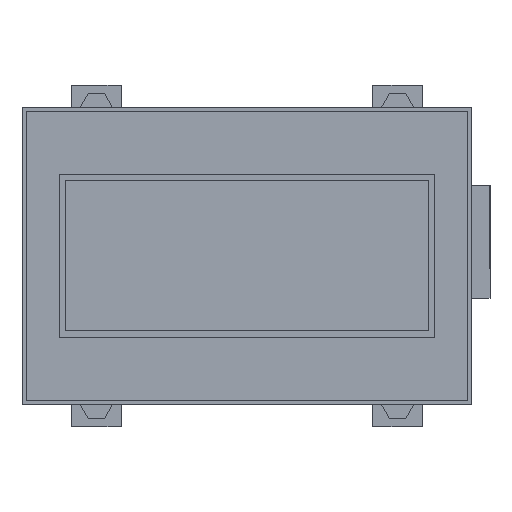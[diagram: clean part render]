
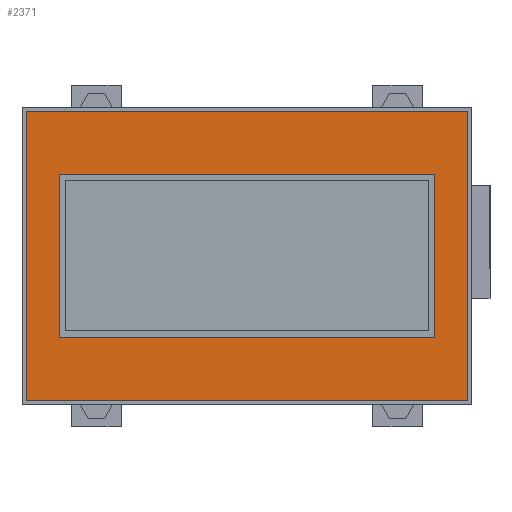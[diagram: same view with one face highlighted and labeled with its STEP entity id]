
A CAD part, top view. The second image highlights one B-rep face of the part: STEP entity #2371.
In plain terms, the highlighted planar face has unit normal (0, 0, 1).
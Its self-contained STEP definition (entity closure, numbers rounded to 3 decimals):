
#6 = LINE ( 'NONE', #7, #8 ) ;
#7 = CARTESIAN_POINT ( 'NONE',  ( -46.75, -20.2, 4.1 ) ) ;
#8 = VECTOR ( 'NONE', #9, 1000. ) ;
#9 = DIRECTION ( 'NONE',  ( 1., 0., 0. ) ) ;
#2371 = ADVANCED_FACE ( 'NONE', ( #6212, #6213 ), #6214, .T. ) ;
#2404 = EDGE_LOOP ( 'NONE', ( #2498, #2766, #2974, #3342 ) ) ;
#2498 = ORIENTED_EDGE ( 'NONE', *, *, #2569, .F. ) ;
#2569 = EDGE_CURVE ( 'NONE', #2615, #2658, #6821, .T. ) ;
#2580 = EDGE_CURVE ( 'NONE', #2636, #2975, #6877, .T. ) ;
#2615 = VERTEX_POINT ( 'NONE', #7014 ) ;
#2636 = VERTEX_POINT ( 'NONE', #7058 ) ;
#2658 = VERTEX_POINT ( 'NONE', #7102 ) ;
#2766 = ORIENTED_EDGE ( 'NONE', *, *, #2835, .F. ) ;
#2835 = EDGE_CURVE ( 'NONE', #2878, #2615, #7699, .T. ) ;
#2878 = VERTEX_POINT ( 'NONE', #7882 ) ;
#2925 = EDGE_CURVE ( 'NONE', #2975, #3714, #8036, .T. ) ;
#2974 = ORIENTED_EDGE ( 'NONE', *, *, #3043, .F. ) ;
#2975 = VERTEX_POINT ( 'NONE', #8287 ) ;
#3019 = EDGE_CURVE ( 'NONE', #3568, #2636, #8497, .T. ) ;
#3043 = EDGE_CURVE ( 'NONE', #3096, #2878, #8619, .T. ) ;
#3096 = VERTEX_POINT ( 'NONE', #8784 ) ;
#3310 = ORIENTED_EDGE ( 'NONE', *, *, #3686, .T. ) ;
#3342 = ORIENTED_EDGE ( 'NONE', *, *, #3736, .F. ) ;
#3375 = ORIENTED_EDGE ( 'NONE', *, *, #3019, .T. ) ;
#3442 = ORIENTED_EDGE ( 'NONE', *, *, #2580, .T. ) ;
#3515 = ORIENTED_EDGE ( 'NONE', *, *, #2925, .T. ) ;
#3568 = VERTEX_POINT ( 'NONE', #10298 ) ;
#3686 = EDGE_CURVE ( 'NONE', #3714, #3568, #10514, .T. ) ;
#3714 = VERTEX_POINT ( 'NONE', #10592 ) ;
#3736 = EDGE_CURVE ( 'NONE', #2658, #3096, #6, .T. ) ;
#3765 = EDGE_LOOP ( 'NONE', ( #3310, #3375, #3442, #3515 ) ) ;
#6212 = FACE_BOUND ( 'NONE', #2404, .T. ) ;
#6213 = FACE_OUTER_BOUND ( 'NONE', #3765, .T. ) ;
#6214 = PLANE ( 'NONE',  #6215 ) ;
#6215 = AXIS2_PLACEMENT_3D ( 'NONE', #6216, #6217, #6218 ) ;
#6216 = CARTESIAN_POINT ( 'NONE',  ( 55., -36., 4.1 ) ) ;
#6217 = DIRECTION ( 'NONE',  ( 0., 0., 1. ) ) ;
#6218 = DIRECTION ( 'NONE',  ( 1., 0., 0. ) ) ;
#6821 = LINE ( 'NONE', #6822, #6823 ) ;
#6822 = CARTESIAN_POINT ( 'NONE',  ( -46.75, 20.2, 4.1 ) ) ;
#6823 = VECTOR ( 'NONE', #6824, 1000. ) ;
#6824 = DIRECTION ( 'NONE',  ( 0., -1., 0. ) ) ;
#6877 = LINE ( 'NONE', #6878, #6879 ) ;
#6878 = CARTESIAN_POINT ( 'NONE',  ( 55., 36., 4.1 ) ) ;
#6879 = VECTOR ( 'NONE', #6880, 1000. ) ;
#6880 = DIRECTION ( 'NONE',  ( -1., 0., 0. ) ) ;
#7014 = CARTESIAN_POINT ( 'NONE',  ( -46.75, 20.2, 4.1 ) ) ;
#7058 = CARTESIAN_POINT ( 'NONE',  ( 55., 36., 4.1 ) ) ;
#7102 = CARTESIAN_POINT ( 'NONE',  ( -46.75, -20.2, 4.1 ) ) ;
#7699 = LINE ( 'NONE', #7700, #7701 ) ;
#7700 = CARTESIAN_POINT ( 'NONE',  ( -46.75, 20.2, 4.1 ) ) ;
#7701 = VECTOR ( 'NONE', #7702, 1000. ) ;
#7702 = DIRECTION ( 'NONE',  ( -1., 0., 0. ) ) ;
#7882 = CARTESIAN_POINT ( 'NONE',  ( 46.75, 20.2, 4.1 ) ) ;
#8036 = LINE ( 'NONE', #8037, #8038 ) ;
#8037 = CARTESIAN_POINT ( 'NONE',  ( -55., 36., 4.1 ) ) ;
#8038 = VECTOR ( 'NONE', #8039, 1000. ) ;
#8039 = DIRECTION ( 'NONE',  ( 0., -1., 0. ) ) ;
#8287 = CARTESIAN_POINT ( 'NONE',  ( -55., 36., 4.1 ) ) ;
#8497 = LINE ( 'NONE', #8498, #8499 ) ;
#8498 = CARTESIAN_POINT ( 'NONE',  ( 55., -36., 4.1 ) ) ;
#8499 = VECTOR ( 'NONE', #8500, 1000. ) ;
#8500 = DIRECTION ( 'NONE',  ( 0., 1., 0. ) ) ;
#8619 = LINE ( 'NONE', #8620, #8621 ) ;
#8620 = CARTESIAN_POINT ( 'NONE',  ( 46.75, 20.2, 4.1 ) ) ;
#8621 = VECTOR ( 'NONE', #8622, 1000. ) ;
#8622 = DIRECTION ( 'NONE',  ( 0., 1., 0. ) ) ;
#8784 = CARTESIAN_POINT ( 'NONE',  ( 46.75, -20.2, 4.1 ) ) ;
#10298 = CARTESIAN_POINT ( 'NONE',  ( 55., -36., 4.1 ) ) ;
#10514 = LINE ( 'NONE', #10515, #10516 ) ;
#10515 = CARTESIAN_POINT ( 'NONE',  ( -55., -36., 4.1 ) ) ;
#10516 = VECTOR ( 'NONE', #10517, 1000. ) ;
#10517 = DIRECTION ( 'NONE',  ( 1., 0., 0. ) ) ;
#10592 = CARTESIAN_POINT ( 'NONE',  ( -55., -36., 4.1 ) ) ;
